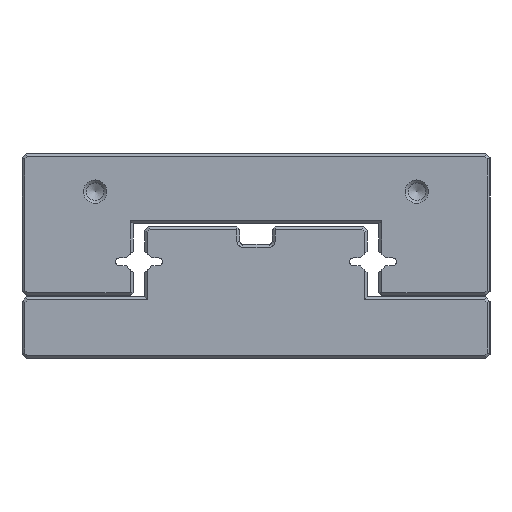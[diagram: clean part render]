
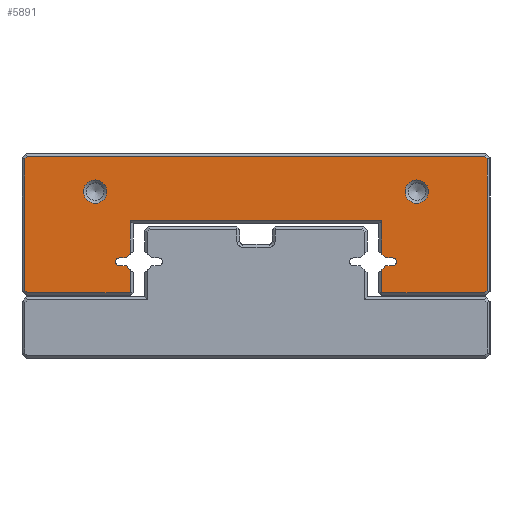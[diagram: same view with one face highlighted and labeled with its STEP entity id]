
A CAD part, left-side view. The second image highlights one B-rep face of the part: STEP entity #5891.
In plain terms, the highlighted planar face has unit normal (-1, 0, 0).
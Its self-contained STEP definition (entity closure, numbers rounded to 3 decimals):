
#5030=FACE_BOUND('',#9004,.T.);
#5031=FACE_BOUND('',#9005,.T.);
#5032=FACE_BOUND('',#9006,.T.);
#5474=CIRCLE('',#24508,0.667);
#5489=CIRCLE('',#24531,0.667);
#5493=CIRCLE('',#24541,2.);
#5494=CIRCLE('',#24542,2.);
#5891=ADVANCED_FACE('',(#5030,#5031,#5032),#6987,.T.);
#6987=PLANE('',#24543);
#9004=EDGE_LOOP('',(#11711,#11712,#11713,#11714,#11715,#11716,#11717,#11718,
#11719,#11720,#11721,#11722,#11723,#11724,#11725,#11726,#11727,#11728,#11729,
#11730,#11731,#11732,#11733,#11734));
#9005=EDGE_LOOP('',(#11735));
#9006=EDGE_LOOP('',(#11736));
#11711=ORIENTED_EDGE('',*,*,#18359,.F.);
#11712=ORIENTED_EDGE('',*,*,#18398,.T.);
#11713=ORIENTED_EDGE('',*,*,#18399,.T.);
#11714=ORIENTED_EDGE('',*,*,#18400,.T.);
#11715=ORIENTED_EDGE('',*,*,#18312,.F.);
#11716=ORIENTED_EDGE('',*,*,#18306,.F.);
#11717=ORIENTED_EDGE('',*,*,#18303,.F.);
#11718=ORIENTED_EDGE('',*,*,#18300,.F.);
#11719=ORIENTED_EDGE('',*,*,#18298,.F.);
#11720=ORIENTED_EDGE('',*,*,#18401,.T.);
#11721=ORIENTED_EDGE('',*,*,#18402,.T.);
#11722=ORIENTED_EDGE('',*,*,#18403,.T.);
#11723=ORIENTED_EDGE('',*,*,#18404,.T.);
#11724=ORIENTED_EDGE('',*,*,#18405,.T.);
#11725=ORIENTED_EDGE('',*,*,#18406,.T.);
#11726=ORIENTED_EDGE('',*,*,#18407,.T.);
#11727=ORIENTED_EDGE('',*,*,#18408,.T.);
#11728=ORIENTED_EDGE('',*,*,#18409,.T.);
#11729=ORIENTED_EDGE('',*,*,#18410,.T.);
#11730=ORIENTED_EDGE('',*,*,#18411,.T.);
#11731=ORIENTED_EDGE('',*,*,#18373,.F.);
#11732=ORIENTED_EDGE('',*,*,#18367,.F.);
#11733=ORIENTED_EDGE('',*,*,#18364,.F.);
#11734=ORIENTED_EDGE('',*,*,#18361,.F.);
#11735=ORIENTED_EDGE('',*,*,#18412,.T.);
#11736=ORIENTED_EDGE('',*,*,#18413,.T.);
#16296=VERTEX_POINT('',#32596);
#16297=VERTEX_POINT('',#32598);
#16298=VERTEX_POINT('',#32602);
#16300=VERTEX_POINT('',#32608);
#16302=VERTEX_POINT('',#32614);
#16307=VERTEX_POINT('',#32626);
#16339=VERTEX_POINT('',#32708);
#16340=VERTEX_POINT('',#32710);
#16341=VERTEX_POINT('',#32714);
#16343=VERTEX_POINT('',#32720);
#16345=VERTEX_POINT('',#32726);
#16350=VERTEX_POINT('',#32738);
#16371=VERTEX_POINT('',#32788);
#16372=VERTEX_POINT('',#32790);
#16373=VERTEX_POINT('',#32793);
#16374=VERTEX_POINT('',#32795);
#16375=VERTEX_POINT('',#32797);
#16376=VERTEX_POINT('',#32799);
#16377=VERTEX_POINT('',#32801);
#16378=VERTEX_POINT('',#32803);
#16379=VERTEX_POINT('',#32805);
#16380=VERTEX_POINT('',#32807);
#16381=VERTEX_POINT('',#32809);
#16382=VERTEX_POINT('',#32811);
#16383=VERTEX_POINT('',#32814);
#16384=VERTEX_POINT('',#32816);
#18298=EDGE_CURVE('',#16296,#16297,#20696,.T.);
#18300=EDGE_CURVE('',#16297,#16298,#20698,.T.);
#18303=EDGE_CURVE('',#16298,#16300,#5474,.T.);
#18306=EDGE_CURVE('',#16300,#16302,#20702,.T.);
#18312=EDGE_CURVE('',#16302,#16307,#20708,.T.);
#18359=EDGE_CURVE('',#16339,#16340,#20742,.T.);
#18361=EDGE_CURVE('',#16340,#16341,#20744,.T.);
#18364=EDGE_CURVE('',#16341,#16343,#5489,.T.);
#18367=EDGE_CURVE('',#16343,#16345,#20748,.T.);
#18373=EDGE_CURVE('',#16345,#16350,#20754,.T.);
#18398=EDGE_CURVE('',#16339,#16371,#20777,.T.);
#18399=EDGE_CURVE('',#16371,#16372,#20778,.T.);
#18400=EDGE_CURVE('',#16372,#16307,#20779,.T.);
#18401=EDGE_CURVE('',#16296,#16373,#20780,.T.);
#18402=EDGE_CURVE('',#16373,#16374,#20781,.T.);
#18403=EDGE_CURVE('',#16374,#16375,#20782,.T.);
#18404=EDGE_CURVE('',#16375,#16376,#20783,.T.);
#18405=EDGE_CURVE('',#16376,#16377,#20784,.T.);
#18406=EDGE_CURVE('',#16377,#16378,#20785,.T.);
#18407=EDGE_CURVE('',#16378,#16379,#20786,.T.);
#18408=EDGE_CURVE('',#16379,#16380,#20787,.T.);
#18409=EDGE_CURVE('',#16380,#16381,#20788,.T.);
#18410=EDGE_CURVE('',#16381,#16382,#20789,.T.);
#18411=EDGE_CURVE('',#16382,#16350,#20790,.T.);
#18412=EDGE_CURVE('',#16383,#16383,#5493,.T.);
#18413=EDGE_CURVE('',#16384,#16384,#5494,.T.);
#20696=LINE('',#32597,#22756);
#20698=LINE('',#32601,#22758);
#20702=LINE('',#32613,#22762);
#20708=LINE('',#32625,#22768);
#20742=LINE('',#32709,#22802);
#20744=LINE('',#32713,#22804);
#20748=LINE('',#32725,#22808);
#20754=LINE('',#32737,#22814);
#20777=LINE('',#32787,#22837);
#20778=LINE('',#32789,#22838);
#20779=LINE('',#32791,#22839);
#20780=LINE('',#32792,#22840);
#20781=LINE('',#32794,#22841);
#20782=LINE('',#32796,#22842);
#20783=LINE('',#32798,#22843);
#20784=LINE('',#32800,#22844);
#20785=LINE('',#32802,#22845);
#20786=LINE('',#32804,#22846);
#20787=LINE('',#32806,#22847);
#20788=LINE('',#32808,#22848);
#20789=LINE('',#32810,#22849);
#20790=LINE('',#32812,#22850);
#22756=VECTOR('',#26920,1.);
#22758=VECTOR('',#26924,1.);
#22762=VECTOR('',#26936,1.);
#22768=VECTOR('',#26944,1.);
#22802=VECTOR('',#27012,1.);
#22804=VECTOR('',#27016,1.);
#22808=VECTOR('',#27028,1.);
#22814=VECTOR('',#27036,1.);
#22837=VECTOR('',#27071,1.);
#22838=VECTOR('',#27072,1.);
#22839=VECTOR('',#27073,1.);
#22840=VECTOR('',#27074,1.);
#22841=VECTOR('',#27075,1.);
#22842=VECTOR('',#27076,1.);
#22843=VECTOR('',#27077,1.);
#22844=VECTOR('',#27078,1.);
#22845=VECTOR('',#27079,1.);
#22846=VECTOR('',#27080,1.);
#22847=VECTOR('',#27081,1.);
#22848=VECTOR('',#27082,1.);
#22849=VECTOR('',#27083,1.);
#22850=VECTOR('',#27084,1.);
#24508=AXIS2_PLACEMENT_3D('',#32607,#26929,#26930);
#24531=AXIS2_PLACEMENT_3D('',#32719,#27021,#27022);
#24541=AXIS2_PLACEMENT_3D('',#32813,#27085,#27086);
#24542=AXIS2_PLACEMENT_3D('',#32815,#27087,#27088);
#24543=AXIS2_PLACEMENT_3D('',#32817,#27089,#27090);
#26920=DIRECTION('',(0.,-0.707,0.707));
#26924=DIRECTION('',(0.,-1.,0.));
#26929=DIRECTION('',(-1.,0.,0.));
#26930=DIRECTION('',(0.,0.,-1.));
#26936=DIRECTION('',(0.,1.,0.));
#26944=DIRECTION('',(0.,0.707,0.707));
#27012=DIRECTION('',(0.,0.707,-0.707));
#27016=DIRECTION('',(0.,1.,0.));
#27021=DIRECTION('',(-1.,0.,0.));
#27022=DIRECTION('',(0.,0.,1.));
#27028=DIRECTION('',(0.,-1.,0.));
#27036=DIRECTION('',(0.,-0.707,-0.707));
#27071=DIRECTION('',(0.,0.,1.));
#27072=DIRECTION('',(0.,-1.,0.));
#27073=DIRECTION('',(0.,0.,-1.));
#27074=DIRECTION('',(0.,0.,-1.));
#27075=DIRECTION('',(0.,-1.,0.));
#27076=DIRECTION('',(0.,-0.707,0.707));
#27077=DIRECTION('',(0.,0.,1.));
#27078=DIRECTION('',(0.,0.707,0.707));
#27079=DIRECTION('',(0.,1.,0.));
#27080=DIRECTION('',(0.,0.707,-0.707));
#27081=DIRECTION('',(0.,0.,-1.));
#27082=DIRECTION('',(0.,-0.707,-0.707));
#27083=DIRECTION('',(0.,-1.,0.));
#27084=DIRECTION('',(0.,0.,1.));
#27085=DIRECTION('',(1.,0.,0.));
#27086=DIRECTION('',(0.,0.,-1.));
#27087=DIRECTION('',(1.,0.,0.));
#27088=DIRECTION('',(0.,0.,-1.));
#27089=DIRECTION('',(-1.,0.,0.));
#27090=DIRECTION('',(0.,0.,-1.));
#32596=CARTESIAN_POINT('',(80.,18.5,15.172));
#32597=CARTESIAN_POINT('',(80.,19.,14.672));
#32598=CARTESIAN_POINT('',(80.,17.838,15.833));
#32601=CARTESIAN_POINT('',(80.,17.838,15.833));
#32602=CARTESIAN_POINT('',(80.,16.667,15.833));
#32607=CARTESIAN_POINT('',(80.,16.667,16.5));
#32608=CARTESIAN_POINT('',(80.,16.667,17.167));
#32613=CARTESIAN_POINT('',(80.,16.667,17.167));
#32614=CARTESIAN_POINT('',(80.,17.838,17.167));
#32625=CARTESIAN_POINT('',(80.,17.838,17.167));
#32626=CARTESIAN_POINT('',(80.,18.5,17.828));
#32708=CARTESIAN_POINT('',(80.,61.5,17.828));
#32709=CARTESIAN_POINT('',(80.,61.,18.328));
#32710=CARTESIAN_POINT('',(80.,62.162,17.167));
#32713=CARTESIAN_POINT('',(80.,62.162,17.167));
#32714=CARTESIAN_POINT('',(80.,63.333,17.167));
#32719=CARTESIAN_POINT('',(80.,63.333,16.5));
#32720=CARTESIAN_POINT('',(80.,63.333,15.833));
#32725=CARTESIAN_POINT('',(80.,63.333,15.833));
#32726=CARTESIAN_POINT('',(80.,62.162,15.833));
#32737=CARTESIAN_POINT('',(80.,62.162,15.833));
#32738=CARTESIAN_POINT('',(80.,61.5,15.172));
#32787=CARTESIAN_POINT('',(80.,61.5,23.));
#32788=CARTESIAN_POINT('',(80.,61.5,23.5));
#32789=CARTESIAN_POINT('',(80.,19.,23.5));
#32790=CARTESIAN_POINT('',(80.,18.5,23.5));
#32791=CARTESIAN_POINT('',(80.,18.5,18.328));
#32792=CARTESIAN_POINT('',(80.,18.5,10.7));
#32793=CARTESIAN_POINT('',(80.,18.5,11.2));
#32794=CARTESIAN_POINT('',(80.,0.7,11.2));
#32795=CARTESIAN_POINT('',(80.,0.907,11.2));
#32796=CARTESIAN_POINT('',(80.,6.137,5.97));
#32797=CARTESIAN_POINT('',(80.,0.5,11.607));
#32798=CARTESIAN_POINT('',(80.,0.5,34.3));
#32799=CARTESIAN_POINT('',(80.,0.5,34.093));
#32800=CARTESIAN_POINT('',(80.,-0.213,33.38));
#32801=CARTESIAN_POINT('',(80.,0.907,34.5));
#32802=CARTESIAN_POINT('',(80.,79.3,34.5));
#32803=CARTESIAN_POINT('',(80.,79.093,34.5));
#32804=CARTESIAN_POINT('',(80.,56.88,56.713));
#32805=CARTESIAN_POINT('',(80.,79.5,34.093));
#32806=CARTESIAN_POINT('',(80.,79.5,11.4));
#32807=CARTESIAN_POINT('',(80.,79.5,11.607));
#32808=CARTESIAN_POINT('',(80.,50.53,-17.363));
#32809=CARTESIAN_POINT('',(80.,79.093,11.2));
#32810=CARTESIAN_POINT('',(80.,61.,11.2));
#32811=CARTESIAN_POINT('',(80.,61.5,11.2));
#32812=CARTESIAN_POINT('',(80.,61.5,14.672));
#32813=CARTESIAN_POINT('',(80.,12.5,28.5));
#32814=CARTESIAN_POINT('',(80.,12.5,26.5));
#32815=CARTESIAN_POINT('',(80.,67.5,28.5));
#32816=CARTESIAN_POINT('',(80.,67.5,26.5));
#32817=CARTESIAN_POINT('',(80.,16.667,16.5));
